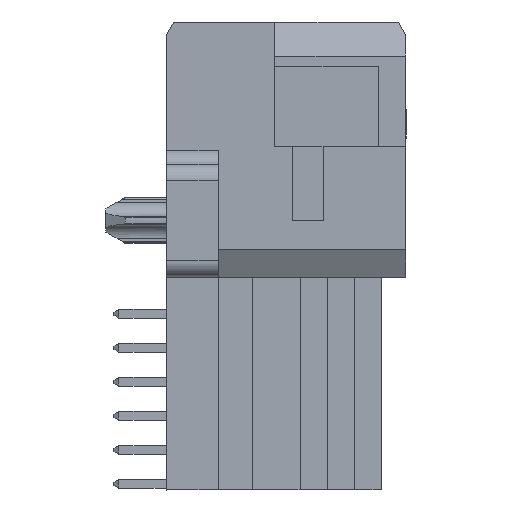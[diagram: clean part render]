
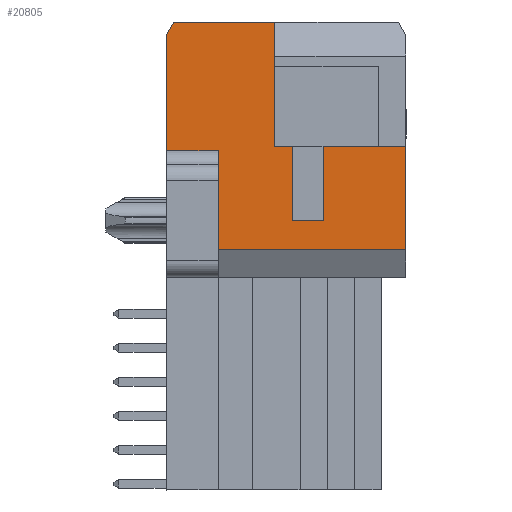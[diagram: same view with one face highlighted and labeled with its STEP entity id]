
A CAD part, front view. The second image highlights one B-rep face of the part: STEP entity #20805.
In plain terms, the highlighted planar face has unit normal (0, -1, 0).
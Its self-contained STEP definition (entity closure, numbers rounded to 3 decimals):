
#5=DIRECTION('',(1.,0.,0.));
#6=VECTOR('',#5,7.428);
#7=CARTESIAN_POINT('',(-6.05,-22.25,17.184));
#8=LINE('',#7,#6);
#132=DIRECTION('',(0.,0.,-1.));
#133=VECTOR('',#132,7.584);
#134=CARTESIAN_POINT('',(10.979,-22.25,8.032));
#135=LINE('',#134,#133);
#326=DIRECTION('',(0.,0.,1.));
#327=VECTOR('',#326,8.552);
#328=CARTESIAN_POINT('',(-6.569,-22.25,7.732));
#329=LINE('',#328,#327);
#3144=DIRECTION('',(0.,0.,1.));
#3145=VECTOR('',#3144,7.284);
#3146=CARTESIAN_POINT('',(-2.769,-22.25,0.448));
#3147=LINE('',#3146,#3145);
#3210=DIRECTION('',(-1.,0.,0.));
#3211=VECTOR('',#3210,3.8);
#3212=CARTESIAN_POINT('',(-2.769,-22.25,7.732));
#3213=LINE('',#3212,#3211);
#3214=DIRECTION('',(-1.,0.,0.));
#3215=VECTOR('',#3214,2.3);
#3216=CARTESIAN_POINT('',(4.979,-22.25,2.584));
#3217=LINE('',#3216,#3215);
#3218=DIRECTION('',(-0.5,0.,-0.866));
#3219=VECTOR('',#3218,1.039);
#3220=CARTESIAN_POINT('',(-6.05,-22.25,17.184));
#3221=LINE('',#3220,#3219);
#3226=DIRECTION('',(0.,0.,-1.));
#3227=VECTOR('',#3226,9.152);
#3228=CARTESIAN_POINT('',(1.379,-22.25,17.184));
#3229=LINE('',#3228,#3227);
#3266=DIRECTION('',(1.,0.,0.));
#3267=VECTOR('',#3266,1.3);
#3268=CARTESIAN_POINT('',(1.379,-22.25,8.032));
#3269=LINE('',#3268,#3267);
#3278=DIRECTION('',(1.,0.,0.));
#3279=VECTOR('',#3278,6.);
#3280=CARTESIAN_POINT('',(4.979,-22.25,8.032));
#3281=LINE('',#3280,#3279);
#3306=DIRECTION('',(0.,0.,1.));
#3307=VECTOR('',#3306,5.448);
#3308=CARTESIAN_POINT('',(4.979,-22.25,2.584));
#3309=LINE('',#3308,#3307);
#3374=DIRECTION('',(0.,0.,-1.));
#3375=VECTOR('',#3374,5.448);
#3376=CARTESIAN_POINT('',(2.679,-22.25,8.032));
#3377=LINE('',#3376,#3375);
#4194=DIRECTION('',(-1.,0.,0.));
#4195=VECTOR('',#4194,13.748);
#4196=CARTESIAN_POINT('',(10.979,-22.25,0.448));
#4197=LINE('',#4196,#4195);
#12835=CARTESIAN_POINT('',(-6.05,-22.25,17.184));
#12836=VERTEX_POINT('',#12835);
#12837=CARTESIAN_POINT('',(1.379,-22.25,17.184));
#12838=VERTEX_POINT('',#12837);
#13483=CARTESIAN_POINT('',(10.979,-22.25,8.032));
#13484=VERTEX_POINT('',#13483);
#13485=CARTESIAN_POINT('',(10.979,-22.25,0.448));
#13486=VERTEX_POINT('',#13485);
#13665=CARTESIAN_POINT('',(-6.569,-22.25,16.284));
#13666=VERTEX_POINT('',#13665);
#13719=CARTESIAN_POINT('',(-6.569,-22.25,7.732));
#13720=VERTEX_POINT('',#13719);
#14788=CARTESIAN_POINT('',(2.679,-22.25,2.584));
#14789=VERTEX_POINT('',#14788);
#14790=CARTESIAN_POINT('',(4.979,-22.25,2.584));
#14791=VERTEX_POINT('',#14790);
#14794=CARTESIAN_POINT('',(2.679,-22.25,8.032));
#14795=VERTEX_POINT('',#14794);
#14802=CARTESIAN_POINT('',(4.979,-22.25,8.032));
#14803=VERTEX_POINT('',#14802);
#14982=CARTESIAN_POINT('',(1.379,-22.25,8.032));
#14983=VERTEX_POINT('',#14982);
#14986=CARTESIAN_POINT('',(-2.769,-22.25,7.732));
#14988=VERTEX_POINT('',#14986);
#14996=CARTESIAN_POINT('',(-2.769,-22.25,0.448));
#14997=VERTEX_POINT('',#14996);
#20777=CARTESIAN_POINT('',(-1.669,-22.25,-2.01));
#20778=DIRECTION('',(0.,1.,0.));
#20779=DIRECTION('',(0.,0.,1.));
#20780=AXIS2_PLACEMENT_3D('',#20777,#20778,#20779);
#20781=PLANE('',#20780);
#20782=ORIENTED_EDGE('',*,*,#16597,.T.);
#20784=ORIENTED_EDGE('',*,*,#20783,.T.);
#20786=ORIENTED_EDGE('',*,*,#20785,.T.);
#20788=ORIENTED_EDGE('',*,*,#20787,.T.);
#20790=ORIENTED_EDGE('',*,*,#20789,.F.);
#20792=ORIENTED_EDGE('',*,*,#20791,.T.);
#20794=ORIENTED_EDGE('',*,*,#20793,.T.);
#20795=ORIENTED_EDGE('',*,*,#16757,.T.);
#20797=ORIENTED_EDGE('',*,*,#20796,.T.);
#20798=ORIENTED_EDGE('',*,*,#20688,.T.);
#20799=ORIENTED_EDGE('',*,*,#20772,.T.);
#20800=ORIENTED_EDGE('',*,*,#17016,.T.);
#20802=ORIENTED_EDGE('',*,*,#20801,.F.);
#20803=EDGE_LOOP('',(#20782,#20784,#20786,#20788,#20790,#20792,#20794,#20795,
#20797,#20798,#20799,#20800,#20802));
#20804=FACE_OUTER_BOUND('',#20803,.F.);
#20805=ADVANCED_FACE('',(#20804),#20781,.F.);
#16597=EDGE_CURVE('',#12836,#12838,#8,.T.);
#16757=EDGE_CURVE('',#13484,#13486,#135,.T.);
#17016=EDGE_CURVE('',#13720,#13666,#329,.T.);
#20688=EDGE_CURVE('',#14997,#14988,#3147,.T.);
#20772=EDGE_CURVE('',#14988,#13720,#3213,.T.);
#20783=EDGE_CURVE('',#12838,#14983,#3229,.T.);
#20785=EDGE_CURVE('',#14983,#14795,#3269,.T.);
#20787=EDGE_CURVE('',#14795,#14789,#3377,.T.);
#20789=EDGE_CURVE('',#14791,#14789,#3217,.T.);
#20791=EDGE_CURVE('',#14791,#14803,#3309,.T.);
#20793=EDGE_CURVE('',#14803,#13484,#3281,.T.);
#20796=EDGE_CURVE('',#13486,#14997,#4197,.T.);
#20801=EDGE_CURVE('',#12836,#13666,#3221,.T.);
